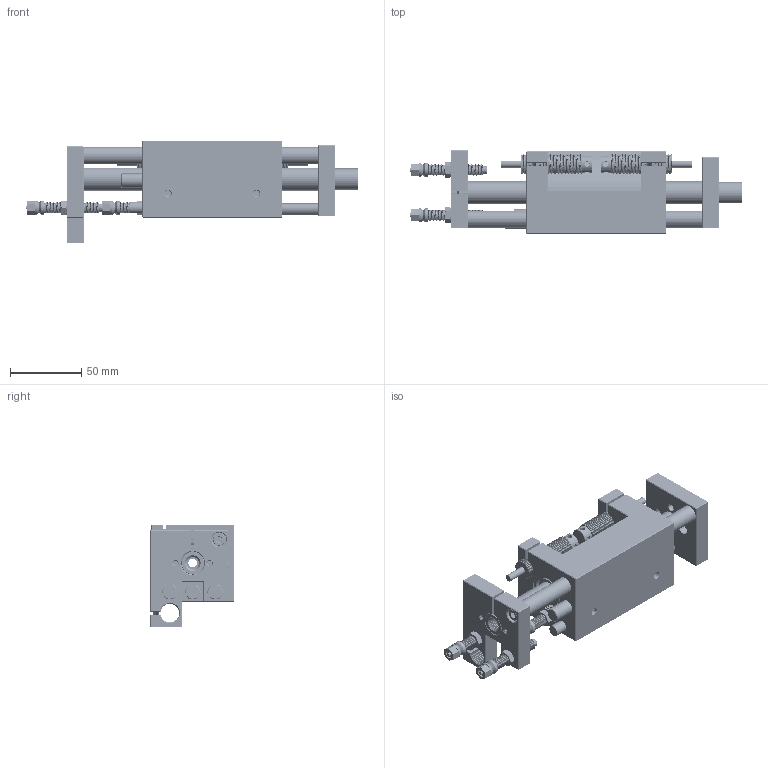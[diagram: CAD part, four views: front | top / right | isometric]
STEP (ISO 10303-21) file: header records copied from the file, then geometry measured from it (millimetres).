
FILE_DESCRIPTION(/* description */ (''),/* implementation_level */ '2;1');
FILE_NAME(/* name */ 'e8639527-7d70-452d-ac12-3bfff0ab4512.stp',/* time_stamp */ '2020-10-26T20:09:39+00:00',/* author */ (''),/* organization */ (''),/* preprocessor_version */ 'ST-DEVELOPER v18.1',/* originating_system */ 'Autodesk Translation Framework v9.3.0.1241',/* authorisation */ '');
FILE_SCHEMA (('AUTOMOTIVE_DESIGN { 1 0 10303 214 3 1 1 }'));
Products named in the file (21): VE - 52; Body_part_1; Body_part_3; Body_part_2; Rod_1; Rod_2; Rod_3; Stop_part_1; Stop_part_2; KB08_body; AS 08/40; AS 08/40_1; AS 08/40_2; Screw_M8; Hex_nut_M8; Socket_screw_M4 (1); Socket_screw_M4 (2); Socket_screw_M4; Linear_bearing_12; Linear_bearing_16; Retaining_ring_27
Assembly tree (31 placements, depth 3):
  VE - 52
    Body_part_1
    Body_part_3
    Body_part_2
    Rod_1
    Rod_2
    Rod_3
    Stop_part_1
    Stop_part_2
    KB08_body  x2
    AS 08/40
      Screw_M8
      Hex_nut_M8
    AS 08/40_1
      Screw_M8
      Hex_nut_M8
    AS 08/40_2
      Screw_M8
      Hex_nut_M8
    Socket_screw_M4  x3
    Socket_screw_M4 (1)
    Socket_screw_M4 (2)  x2
    Linear_bearing_12  x2
    Linear_bearing_16  x2
    Retaining_ring_27  x2
Bounding box: 232.5 x 59 x 72 mm (x, y, z)
Volume: 355776.1 mm3; surface area: 127472.3 mm2
Topology: 32 solids, 32 shells, 2559 faces, 7064 edges, 4604 vertices
Faces by surface type: cylinder 1733, plane 449, bspline 208, cone 169
Full cylindrical faces by diameter (mm): 2 x4, 2.5 x3, 3.091 x80, 3.332 x68, 3.5 x4, 3.961 x22, 4 x84, 4.109 x24, 4.11 x6, 4.234 x30, 5 x29, 5.035 x55, 5.12 x17, 5.5 x6, 6 x3, 6.147 x37, 6.744 x48, 6.779 x8, 7 x4, 7.035 x19, 7.5 x4, 7.884 x78, 8 x7, 8.147 x10, 8.17 x4, 8.5 x2, 8.526 x4, 10 x10, 10.198 x4, 12 x6
Entity records: 153083 total; most frequent: CARTESIAN_POINT 108836, ORIENTED_EDGE 10862, DIRECTION 6377, EDGE_CURVE 5431, VERTEX_POINT 3545, B_SPLINE_CURVE_WITH_KNOTS 3068, AXIS2_PLACEMENT_3D 2286, EDGE_LOOP 2056
